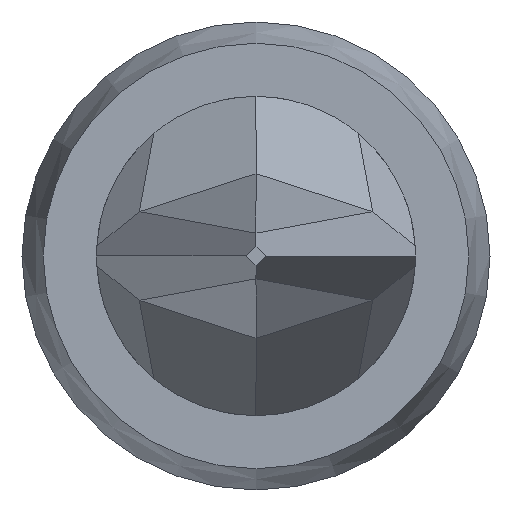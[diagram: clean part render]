
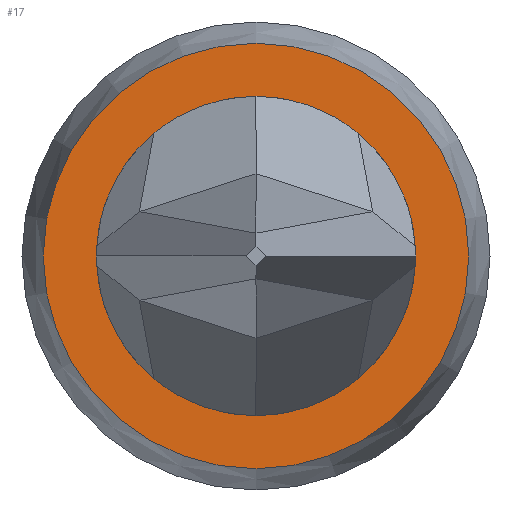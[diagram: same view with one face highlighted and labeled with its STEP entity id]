
A CAD part, left-side view. The second image highlights one B-rep face of the part: STEP entity #17.
In plain terms, the highlighted planar face has unit normal (-1, 0, 0).
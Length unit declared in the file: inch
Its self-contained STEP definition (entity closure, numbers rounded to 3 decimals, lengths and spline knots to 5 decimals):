
#1 = FACE_OUTER_BOUND ( 'NONE', #538, .T. ) ;
#17 = ADVANCED_FACE ( 'NONE', ( #193, #1 ), #918, .T. ) ;
#32 = DIRECTION ( 'NONE',  ( 0., 0., -1. ) ) ;
#39 = VERTEX_POINT ( 'NONE', #573 ) ;
#157 = AXIS2_PLACEMENT_3D ( 'NONE', #1007, #656, #32 ) ;
#193 = FACE_BOUND ( 'NONE', #612, .T. ) ;
#294 = CIRCLE ( 'NONE', #1029, 0.0105 ) ;
#327 = CARTESIAN_POINT ( 'NONE',  ( 0., 0.014, 0. ) ) ;
#366 = ORIENTED_EDGE ( 'NONE', *, *, #473, .F. ) ;
#396 = DIRECTION ( 'NONE',  ( -1., 0., 0. ) ) ;
#439 = VERTEX_POINT ( 'NONE', #835 ) ;
#473 = EDGE_CURVE ( 'NONE', #439, #439, #481, .T. ) ;
#481 = CIRCLE ( 'NONE', #157, 0.014 ) ;
#538 = EDGE_LOOP ( 'NONE', ( #366 ) ) ;
#573 = CARTESIAN_POINT ( 'NONE',  ( 0., 0., 0.0105 ) ) ;
#612 = EDGE_LOOP ( 'NONE', ( #1005 ) ) ;
#656 = DIRECTION ( 'NONE',  ( 1., 0., 0. ) ) ;
#683 = DIRECTION ( 'NONE',  ( 0., 0., 1. ) ) ;
#797 = EDGE_CURVE ( 'NONE', #39, #39, #294, .T. ) ;
#835 = CARTESIAN_POINT ( 'NONE',  ( 0., 0., -0.014 ) ) ;
#848 = AXIS2_PLACEMENT_3D ( 'NONE', #327, #396, #1110 ) ;
#918 = PLANE ( 'NONE',  #848 ) ;
#962 = CARTESIAN_POINT ( 'NONE',  ( 0., 0., 0. ) ) ;
#965 = DIRECTION ( 'NONE',  ( -1., 0., 0. ) ) ;
#1005 = ORIENTED_EDGE ( 'NONE', *, *, #797, .F. ) ;
#1007 = CARTESIAN_POINT ( 'NONE',  ( 0., 0., 0. ) ) ;
#1029 = AXIS2_PLACEMENT_3D ( 'NONE', #962, #965, #683 ) ;
#1110 = DIRECTION ( 'NONE',  ( 0., 0., 1. ) ) ;
